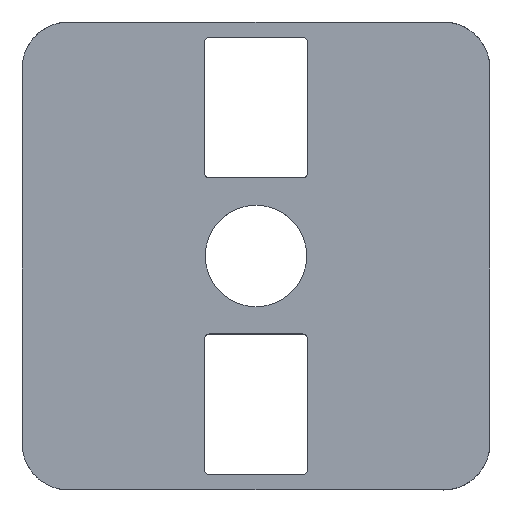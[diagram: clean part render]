
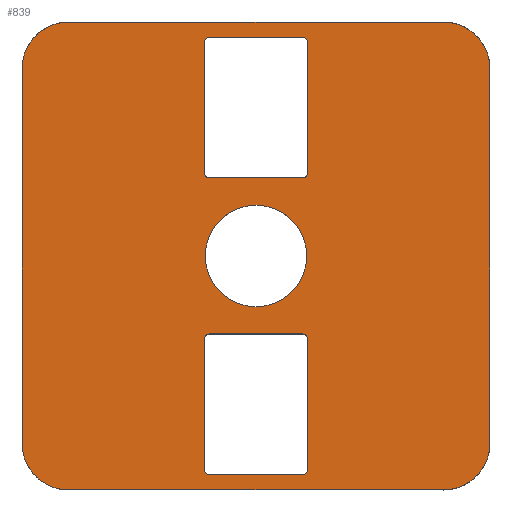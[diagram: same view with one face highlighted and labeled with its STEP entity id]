
A CAD part, top view. The second image highlights one B-rep face of the part: STEP entity #839.
In plain terms, the highlighted planar face has unit normal (0, 0, 1).
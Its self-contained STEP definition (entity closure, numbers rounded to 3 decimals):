
#31=FACE_BOUND('',#147,.T.);
#32=FACE_BOUND('',#148,.T.);
#33=FACE_BOUND('',#149,.T.);
#45=CIRCLE('',#922,0.3);
#46=CIRCLE('',#925,0.3);
#47=CIRCLE('',#928,0.3);
#48=CIRCLE('',#931,0.3);
#49=CIRCLE('',#933,3.);
#50=CIRCLE('',#936,3.);
#51=CIRCLE('',#939,0.3);
#52=CIRCLE('',#942,0.3);
#53=CIRCLE('',#945,0.3);
#54=CIRCLE('',#948,0.3);
#55=CIRCLE('',#950,3.25);
#56=CIRCLE('',#953,3.);
#57=CIRCLE('',#957,3.);
#100=FACE_OUTER_BOUND('',#146,.T.);
#146=EDGE_LOOP('',(#742,#743,#744,#745,#746,#747,#748,#749));
#147=EDGE_LOOP('',(#750,#751,#752,#753,#754,#755,#756,#757));
#148=EDGE_LOOP('',(#758,#759,#760,#761,#762,#763,#764,#765));
#149=EDGE_LOOP('',(#766));
#181=LINE('',#1378,#248);
#185=LINE('',#1387,#252);
#188=LINE('',#1396,#255);
#192=LINE('',#1405,#259);
#197=LINE('',#1419,#264);
#200=LINE('',#1427,#267);
#203=LINE('',#1435,#270);
#205=LINE('',#1441,#272);
#208=LINE('',#1449,#275);
#211=LINE('',#1460,#278);
#214=LINE('',#1467,#281);
#215=LINE('',#1470,#282);
#248=VECTOR('',#1114,10.);
#252=VECTOR('',#1124,10.);
#255=VECTOR('',#1133,10.);
#259=VECTOR('',#1143,10.);
#264=VECTOR('',#1158,10.);
#267=VECTOR('',#1167,10.);
#270=VECTOR('',#1176,10.);
#272=VECTOR('',#1184,10.);
#275=VECTOR('',#1193,10.);
#278=VECTOR('',#1206,10.);
#281=VECTOR('',#1215,10.);
#282=VECTOR('',#1218,10.);
#373=VERTEX_POINT('',#1375);
#374=VERTEX_POINT('',#1377);
#375=VERTEX_POINT('',#1381);
#376=VERTEX_POINT('',#1385);
#377=VERTEX_POINT('',#1389);
#378=VERTEX_POINT('',#1393);
#379=VERTEX_POINT('',#1395);
#380=VERTEX_POINT('',#1399);
#381=VERTEX_POINT('',#1403);
#382=VERTEX_POINT('',#1407);
#383=VERTEX_POINT('',#1411);
#384=VERTEX_POINT('',#1413);
#385=VERTEX_POINT('',#1417);
#386=VERTEX_POINT('',#1421);
#387=VERTEX_POINT('',#1425);
#388=VERTEX_POINT('',#1429);
#389=VERTEX_POINT('',#1433);
#390=VERTEX_POINT('',#1439);
#391=VERTEX_POINT('',#1443);
#392=VERTEX_POINT('',#1447);
#393=VERTEX_POINT('',#1453);
#394=VERTEX_POINT('',#1457);
#395=VERTEX_POINT('',#1459);
#396=VERTEX_POINT('',#1463);
#397=VERTEX_POINT('',#1469);
#472=EDGE_CURVE('',#374,#373,#181,.T.);
#475=EDGE_CURVE('',#373,#375,#45,.T.);
#477=EDGE_CURVE('',#375,#376,#185,.T.);
#479=EDGE_CURVE('',#376,#377,#46,.T.);
#481=EDGE_CURVE('',#379,#378,#188,.T.);
#484=EDGE_CURVE('',#378,#380,#47,.T.);
#486=EDGE_CURVE('',#380,#381,#192,.T.);
#488=EDGE_CURVE('',#381,#382,#48,.T.);
#490=EDGE_CURVE('',#384,#383,#49,.T.);
#493=EDGE_CURVE('',#383,#385,#197,.T.);
#495=EDGE_CURVE('',#385,#386,#50,.T.);
#497=EDGE_CURVE('',#377,#387,#200,.T.);
#499=EDGE_CURVE('',#387,#388,#51,.T.);
#501=EDGE_CURVE('',#388,#389,#203,.T.);
#502=EDGE_CURVE('',#389,#374,#52,.T.);
#504=EDGE_CURVE('',#382,#390,#205,.T.);
#506=EDGE_CURVE('',#390,#391,#53,.T.);
#508=EDGE_CURVE('',#391,#392,#208,.T.);
#509=EDGE_CURVE('',#392,#379,#54,.T.);
#511=EDGE_CURVE('',#393,#393,#55,.T.);
#513=EDGE_CURVE('',#395,#394,#211,.T.);
#515=EDGE_CURVE('',#396,#395,#56,.T.);
#517=EDGE_CURVE('',#386,#396,#214,.T.);
#518=EDGE_CURVE('',#397,#384,#215,.T.);
#520=EDGE_CURVE('',#394,#397,#57,.T.);
#742=ORIENTED_EDGE('',*,*,#520,.T.);
#743=ORIENTED_EDGE('',*,*,#518,.T.);
#744=ORIENTED_EDGE('',*,*,#490,.T.);
#745=ORIENTED_EDGE('',*,*,#493,.T.);
#746=ORIENTED_EDGE('',*,*,#495,.T.);
#747=ORIENTED_EDGE('',*,*,#517,.T.);
#748=ORIENTED_EDGE('',*,*,#515,.T.);
#749=ORIENTED_EDGE('',*,*,#513,.T.);
#750=ORIENTED_EDGE('',*,*,#497,.T.);
#751=ORIENTED_EDGE('',*,*,#499,.T.);
#752=ORIENTED_EDGE('',*,*,#501,.T.);
#753=ORIENTED_EDGE('',*,*,#502,.T.);
#754=ORIENTED_EDGE('',*,*,#472,.T.);
#755=ORIENTED_EDGE('',*,*,#475,.T.);
#756=ORIENTED_EDGE('',*,*,#477,.T.);
#757=ORIENTED_EDGE('',*,*,#479,.T.);
#758=ORIENTED_EDGE('',*,*,#504,.T.);
#759=ORIENTED_EDGE('',*,*,#506,.T.);
#760=ORIENTED_EDGE('',*,*,#508,.T.);
#761=ORIENTED_EDGE('',*,*,#509,.T.);
#762=ORIENTED_EDGE('',*,*,#481,.T.);
#763=ORIENTED_EDGE('',*,*,#484,.T.);
#764=ORIENTED_EDGE('',*,*,#486,.T.);
#765=ORIENTED_EDGE('',*,*,#488,.T.);
#766=ORIENTED_EDGE('',*,*,#511,.T.);
#796=PLANE('',#958);
#839=ADVANCED_FACE('',(#100,#31,#32,#33),#796,.T.);
#922=AXIS2_PLACEMENT_3D('',#1383,#1119,#1120);
#925=AXIS2_PLACEMENT_3D('',#1391,#1128,#1129);
#928=AXIS2_PLACEMENT_3D('',#1401,#1138,#1139);
#931=AXIS2_PLACEMENT_3D('',#1409,#1147,#1148);
#933=AXIS2_PLACEMENT_3D('',#1414,#1152,#1153);
#936=AXIS2_PLACEMENT_3D('',#1423,#1162,#1163);
#939=AXIS2_PLACEMENT_3D('',#1431,#1171,#1172);
#942=AXIS2_PLACEMENT_3D('',#1437,#1179,#1180);
#945=AXIS2_PLACEMENT_3D('',#1445,#1188,#1189);
#948=AXIS2_PLACEMENT_3D('',#1451,#1196,#1197);
#950=AXIS2_PLACEMENT_3D('',#1455,#1201,#1202);
#953=AXIS2_PLACEMENT_3D('',#1464,#1210,#1211);
#957=AXIS2_PLACEMENT_3D('',#1473,#1222,#1223);
#958=AXIS2_PLACEMENT_3D('',#1474,#1224,#1225);
#1114=DIRECTION('',(0.,-1.,0.));
#1119=DIRECTION('center_axis',(0.,0.,-1.));
#1120=DIRECTION('ref_axis',(0.,1.,0.));
#1124=DIRECTION('',(-1.,0.,0.));
#1128=DIRECTION('center_axis',(0.,0.,-1.));
#1129=DIRECTION('ref_axis',(1.,0.,0.));
#1133=DIRECTION('',(0.,1.,0.));
#1138=DIRECTION('center_axis',(0.,0.,-1.));
#1139=DIRECTION('ref_axis',(0.,-1.,0.));
#1143=DIRECTION('',(1.,0.,0.));
#1147=DIRECTION('center_axis',(0.,0.,-1.));
#1148=DIRECTION('ref_axis',(-1.,0.,0.));
#1152=DIRECTION('center_axis',(0.,0.,1.));
#1153=DIRECTION('ref_axis',(-1.,0.,0.));
#1158=DIRECTION('',(1.,0.,0.));
#1162=DIRECTION('center_axis',(0.,0.,1.));
#1163=DIRECTION('ref_axis',(0.,-1.,0.));
#1167=DIRECTION('',(0.,1.,0.));
#1171=DIRECTION('center_axis',(0.,0.,-1.));
#1172=DIRECTION('ref_axis',(0.,-1.,0.));
#1176=DIRECTION('',(1.,0.,0.));
#1179=DIRECTION('center_axis',(0.,0.,-1.));
#1180=DIRECTION('ref_axis',(-1.,0.,0.));
#1184=DIRECTION('',(0.,-1.,0.));
#1188=DIRECTION('center_axis',(0.,0.,-1.));
#1189=DIRECTION('ref_axis',(0.,1.,0.));
#1193=DIRECTION('',(-1.,0.,0.));
#1196=DIRECTION('center_axis',(0.,0.,-1.));
#1197=DIRECTION('ref_axis',(1.,0.,0.));
#1201=DIRECTION('center_axis',(0.,0.,-1.));
#1202=DIRECTION('ref_axis',(-1.,0.,0.));
#1206=DIRECTION('',(-1.,0.,0.));
#1210=DIRECTION('center_axis',(0.,0.,1.));
#1211=DIRECTION('ref_axis',(1.,0.,0.));
#1215=DIRECTION('',(0.,1.,0.));
#1218=DIRECTION('',(0.,-1.,0.));
#1222=DIRECTION('center_axis',(0.,0.,1.));
#1223=DIRECTION('ref_axis',(0.,1.,0.));
#1224=DIRECTION('center_axis',(0.,0.,1.));
#1225=DIRECTION('ref_axis',(1.,0.,0.));
#1375=CARTESIAN_POINT('',(3.3,-13.7,2.652));
#1377=CARTESIAN_POINT('',(3.3,-5.3,2.652));
#1378=CARTESIAN_POINT('',(3.3,-6.85,2.652));
#1381=CARTESIAN_POINT('',(3.,-14.,2.652));
#1383=CARTESIAN_POINT('Origin',(3.,-13.7,2.652));
#1385=CARTESIAN_POINT('',(-3.,-14.,2.652));
#1387=CARTESIAN_POINT('',(-1.5,-14.,2.652));
#1389=CARTESIAN_POINT('',(-3.3,-13.7,2.652));
#1391=CARTESIAN_POINT('Origin',(-3.,-13.7,2.652));
#1393=CARTESIAN_POINT('',(-3.3,13.7,2.652));
#1395=CARTESIAN_POINT('',(-3.3,5.3,2.652));
#1396=CARTESIAN_POINT('',(-3.3,6.85,2.652));
#1399=CARTESIAN_POINT('',(-3.,14.,2.652));
#1401=CARTESIAN_POINT('Origin',(-3.,13.7,2.652));
#1403=CARTESIAN_POINT('',(3.,14.,2.652));
#1405=CARTESIAN_POINT('',(1.5,14.,2.652));
#1407=CARTESIAN_POINT('',(3.3,13.7,2.652));
#1409=CARTESIAN_POINT('Origin',(3.,13.7,2.652));
#1411=CARTESIAN_POINT('',(-12.,-15.,2.652));
#1413=CARTESIAN_POINT('',(-15.,-12.,2.652));
#1414=CARTESIAN_POINT('Origin',(-12.,-12.,2.652));
#1417=CARTESIAN_POINT('',(12.,-15.,2.652));
#1419=CARTESIAN_POINT('',(-12.,-15.,2.652));
#1421=CARTESIAN_POINT('',(15.,-12.,2.652));
#1423=CARTESIAN_POINT('Origin',(12.,-12.,2.652));
#1425=CARTESIAN_POINT('',(-3.3,-5.3,2.652));
#1427=CARTESIAN_POINT('',(-3.3,-2.65,2.652));
#1429=CARTESIAN_POINT('',(-3.,-5.,2.652));
#1431=CARTESIAN_POINT('Origin',(-3.,-5.3,2.652));
#1433=CARTESIAN_POINT('',(3.,-5.,2.652));
#1435=CARTESIAN_POINT('',(1.5,-5.,2.652));
#1437=CARTESIAN_POINT('Origin',(3.,-5.3,2.652));
#1439=CARTESIAN_POINT('',(3.3,5.3,2.652));
#1441=CARTESIAN_POINT('',(3.3,2.65,2.652));
#1443=CARTESIAN_POINT('',(3.,5.,2.652));
#1445=CARTESIAN_POINT('Origin',(3.,5.3,2.652));
#1447=CARTESIAN_POINT('',(-3.,5.,2.652));
#1449=CARTESIAN_POINT('',(-1.5,5.,2.652));
#1451=CARTESIAN_POINT('Origin',(-3.,5.3,2.652));
#1453=CARTESIAN_POINT('',(3.25,0.,2.652));
#1455=CARTESIAN_POINT('Origin',(0.,0.,2.652));
#1457=CARTESIAN_POINT('',(-12.,15.,2.652));
#1459=CARTESIAN_POINT('',(12.,15.,2.652));
#1460=CARTESIAN_POINT('',(12.,15.,2.652));
#1463=CARTESIAN_POINT('',(15.,12.,2.652));
#1464=CARTESIAN_POINT('Origin',(12.,12.,2.652));
#1467=CARTESIAN_POINT('',(15.,-12.,2.652));
#1469=CARTESIAN_POINT('',(-15.,12.,2.652));
#1470=CARTESIAN_POINT('',(-15.,12.,2.652));
#1473=CARTESIAN_POINT('Origin',(-12.,12.,2.652));
#1474=CARTESIAN_POINT('Origin',(0.,0.,
2.652));
